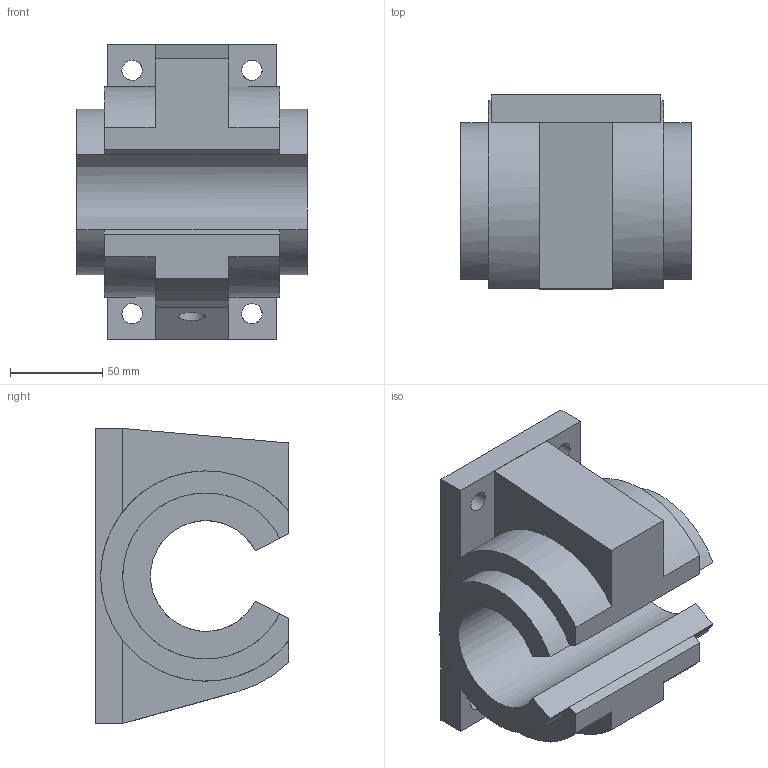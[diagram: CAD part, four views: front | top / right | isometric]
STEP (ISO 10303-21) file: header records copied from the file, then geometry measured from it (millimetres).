
FILE_DESCRIPTION ((), '1');
FILE_NAME ('LE67-260.stp', '2018-12-13T15:30:07', ('Unknown'), ('Unknown'), 'HarmonyWare STEP v2.0.5', 'Vectorworks', '');
FILE_SCHEMA (('CONFIG_CONTROL_DESIGN'));
Length unit declared in the file: millimetre
Products named in the file (1): NONE
Bounding box: 125 x 105 x 160 mm (x, y, z)
Volume: 992332.8 mm3; surface area: 103302.4 mm2
Topology: 1 solids, 1 shells, 44 faces, 138 edges, 98 vertices
Faces by surface type: bspline 44
Entity records: 1729 total; most frequent: CARTESIAN_POINT 851, ORIENTED_EDGE 276, EDGE_CURVE 138, VERTEX_POINT 98, B_SPLINE_CURVE_WITH_KNOTS 88, EDGE_LOOP 54, FACE_OUTER_BOUND 44, ADVANCED_FACE 44
